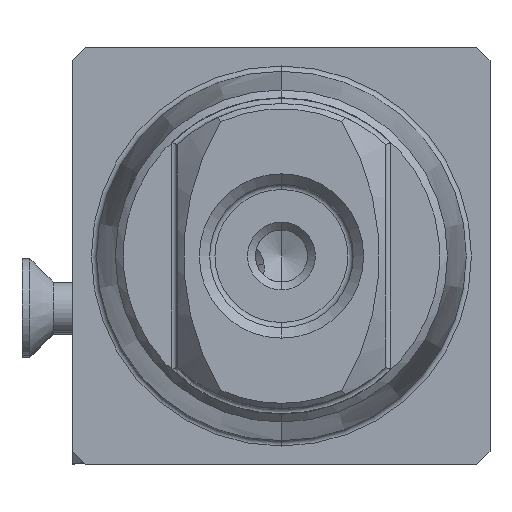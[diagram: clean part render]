
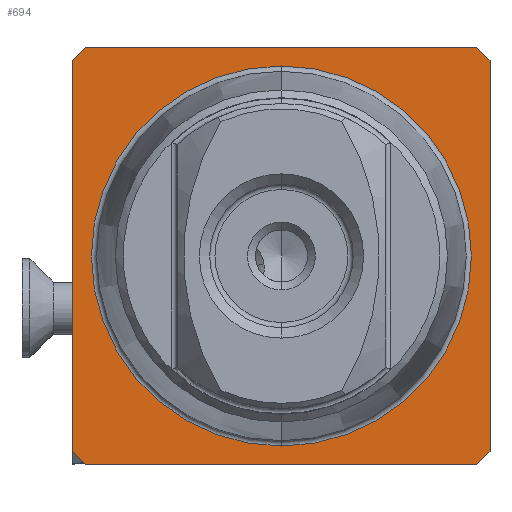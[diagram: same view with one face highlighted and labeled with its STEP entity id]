
A CAD part, left-side view. The second image highlights one B-rep face of the part: STEP entity #694.
In plain terms, the highlighted planar face has unit normal (-1, 0, 0).
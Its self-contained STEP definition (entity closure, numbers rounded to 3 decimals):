
#41 = LINE ( 'NONE', #2169, #5756 ) ;
#51 = FACE_BOUND ( 'NONE', #6304, .T. ) ;
#68 = CARTESIAN_POINT ( 'NONE',  ( 0., 8., 0. ) ) ;
#90 = DIRECTION ( 'NONE',  ( 1., 0., 0. ) ) ;
#152 = ORIENTED_EDGE ( 'NONE', *, *, #6766, .T. ) ;
#188 = VERTEX_POINT ( 'NONE', #1304 ) ;
#215 = CARTESIAN_POINT ( 'NONE',  ( 0., 8., 7.5 ) ) ;
#278 = CARTESIAN_POINT ( 'NONE',  ( 0., 8., 7.5 ) ) ;
#694 = ADVANCED_FACE ( 'NONE', ( #51, #3137 ), #2075, .F. ) ;
#833 = EDGE_LOOP ( 'NONE', ( #3944, #152, #2030, #1249, #6230, #1947, #2185, #1174 ) ) ;
#957 = CARTESIAN_POINT ( 'NONE',  ( 0., -8., 0. ) ) ;
#1084 = VERTEX_POINT ( 'NONE', #1775 ) ;
#1125 = VECTOR ( 'NONE', #3194, 1000. ) ;
#1174 = ORIENTED_EDGE ( 'NONE', *, *, #5101, .T. ) ;
#1249 = ORIENTED_EDGE ( 'NONE', *, *, #6663, .T. ) ;
#1304 = CARTESIAN_POINT ( 'NONE',  ( 0., 7.5, 8. ) ) ;
#1502 = CIRCLE ( 'NONE', #2393, 7.287 ) ;
#1561 = VERTEX_POINT ( 'NONE', #4936 ) ;
#1570 = LINE ( 'NONE', #957, #6050 ) ;
#1775 = CARTESIAN_POINT ( 'NONE',  ( 0., -7.5, -8. ) ) ;
#1777 = VERTEX_POINT ( 'NONE', #4681 ) ;
#1794 = ORIENTED_EDGE ( 'NONE', *, *, #1878, .F. ) ;
#1809 = DIRECTION ( 'NONE',  ( 0., 0., 1. ) ) ;
#1862 = DIRECTION ( 'NONE',  ( 0., 0.707, 0.707 ) ) ;
#1878 = EDGE_CURVE ( 'NONE', #6297, #1561, #6251, .T. ) ;
#1888 = CARTESIAN_POINT ( 'NONE',  ( 0., 0., 0. ) ) ;
#1946 = VECTOR ( 'NONE', #1862, 1000. ) ;
#1947 = ORIENTED_EDGE ( 'NONE', *, *, #6407, .T. ) ;
#2030 = ORIENTED_EDGE ( 'NONE', *, *, #4267, .F. ) ;
#2057 = ORIENTED_EDGE ( 'NONE', *, *, #6935, .F. ) ;
#2075 = PLANE ( 'NONE',  #6224 ) ;
#2161 = DIRECTION ( 'NONE',  ( 0., 0., 1. ) ) ;
#2169 = CARTESIAN_POINT ( 'NONE',  ( 0., -8., -7.5 ) ) ;
#2185 = ORIENTED_EDGE ( 'NONE', *, *, #3296, .F. ) ;
#2233 = DIRECTION ( 'NONE',  ( -1., 0., 0. ) ) ;
#2285 = CARTESIAN_POINT ( 'NONE',  ( 0., -7.5, 8. ) ) ;
#2288 = CARTESIAN_POINT ( 'NONE',  ( 0., 7.5, -8. ) ) ;
#2393 = AXIS2_PLACEMENT_3D ( 'NONE', #3360, #2233, #1809 ) ;
#2439 = DIRECTION ( 'NONE',  ( 0., -1., 0. ) ) ;
#2457 = VECTOR ( 'NONE', #5996, 1000. ) ;
#2703 = CARTESIAN_POINT ( 'NONE',  ( 0., 7.287, -8. ) ) ;
#2807 = CARTESIAN_POINT ( 'NONE',  ( 0., 7.5, -8. ) ) ;
#2916 = VERTEX_POINT ( 'NONE', #6338 ) ;
#3035 = LINE ( 'NONE', #3533, #5238 ) ;
#3137 = FACE_OUTER_BOUND ( 'NONE', #833, .T. ) ;
#3194 = DIRECTION ( 'NONE',  ( 0., 1., 0. ) ) ;
#3296 = EDGE_CURVE ( 'NONE', #188, #1777, #3035, .T. ) ;
#3360 = CARTESIAN_POINT ( 'NONE',  ( 0., 0., 0. ) ) ;
#3533 = CARTESIAN_POINT ( 'NONE',  ( 0., 7.287, 8. ) ) ;
#3827 = CARTESIAN_POINT ( 'NONE',  ( 0., 8., -7.5 ) ) ;
#3914 = VERTEX_POINT ( 'NONE', #2288 ) ;
#3944 = ORIENTED_EDGE ( 'NONE', *, *, #6799, .F. ) ;
#3955 = DIRECTION ( 'NONE',  ( 0., 0., 1. ) ) ;
#4039 = CARTESIAN_POINT ( 'NONE',  ( 0., -8., 7.5 ) ) ;
#4247 = DIRECTION ( 'NONE',  ( 0., 0., -1. ) ) ;
#4267 = EDGE_CURVE ( 'NONE', #1084, #3914, #4886, .T. ) ;
#4308 = DIRECTION ( 'NONE',  ( 0., -0.707, 0.707 ) ) ;
#4379 = LINE ( 'NONE', #2807, #6210 ) ;
#4681 = CARTESIAN_POINT ( 'NONE',  ( 0., -7.5, 8. ) ) ;
#4751 = CARTESIAN_POINT ( 'NONE',  ( 0., 7.287, 0. ) ) ;
#4886 = LINE ( 'NONE', #2703, #1125 ) ;
#4936 = CARTESIAN_POINT ( 'NONE',  ( 0., 0., 7.287 ) ) ;
#5101 = EDGE_CURVE ( 'NONE', #188, #5590, #6522, .T. ) ;
#5238 = VECTOR ( 'NONE', #2439, 1000. ) ;
#5259 = DIRECTION ( 'NONE',  ( 0., 0., -1. ) ) ;
#5313 = EDGE_CURVE ( 'NONE', #6543, #2916, #1570, .T. ) ;
#5475 = AXIS2_PLACEMENT_3D ( 'NONE', #1888, #5613, #3955 ) ;
#5590 = VERTEX_POINT ( 'NONE', #278 ) ;
#5613 = DIRECTION ( 'NONE',  ( -1., 0., 0. ) ) ;
#5756 = VECTOR ( 'NONE', #4308, 1000. ) ;
#5920 = LINE ( 'NONE', #68, #6100 ) ;
#5996 = DIRECTION ( 'NONE',  ( 0., 0.707, -0.707 ) ) ;
#6050 = VECTOR ( 'NONE', #5259, 1000. ) ;
#6079 = CARTESIAN_POINT ( 'NONE',  ( 0., 0., -7.287 ) ) ;
#6100 = VECTOR ( 'NONE', #2161, 1000. ) ;
#6169 = VERTEX_POINT ( 'NONE', #3827 ) ;
#6210 = VECTOR ( 'NONE', #6523, 1000. ) ;
#6224 = AXIS2_PLACEMENT_3D ( 'NONE', #4751, #90, #4247 ) ;
#6230 = ORIENTED_EDGE ( 'NONE', *, *, #5313, .F. ) ;
#6251 = CIRCLE ( 'NONE', #5475, 7.287 ) ;
#6297 = VERTEX_POINT ( 'NONE', #6079 ) ;
#6304 = EDGE_LOOP ( 'NONE', ( #2057, #1794 ) ) ;
#6338 = CARTESIAN_POINT ( 'NONE',  ( 0., -8., -7.5 ) ) ;
#6407 = EDGE_CURVE ( 'NONE', #6543, #1777, #6565, .T. ) ;
#6522 = LINE ( 'NONE', #215, #2457 ) ;
#6523 = DIRECTION ( 'NONE',  ( 0., -0.707, -0.707 ) ) ;
#6543 = VERTEX_POINT ( 'NONE', #4039 ) ;
#6565 = LINE ( 'NONE', #2285, #1946 ) ;
#6663 = EDGE_CURVE ( 'NONE', #1084, #2916, #41, .T. ) ;
#6766 = EDGE_CURVE ( 'NONE', #6169, #3914, #4379, .T. ) ;
#6799 = EDGE_CURVE ( 'NONE', #6169, #5590, #5920, .T. ) ;
#6935 = EDGE_CURVE ( 'NONE', #1561, #6297, #1502, .T. ) ;
